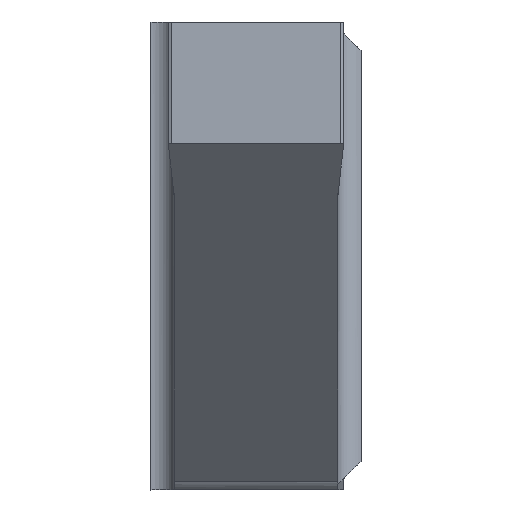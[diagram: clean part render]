
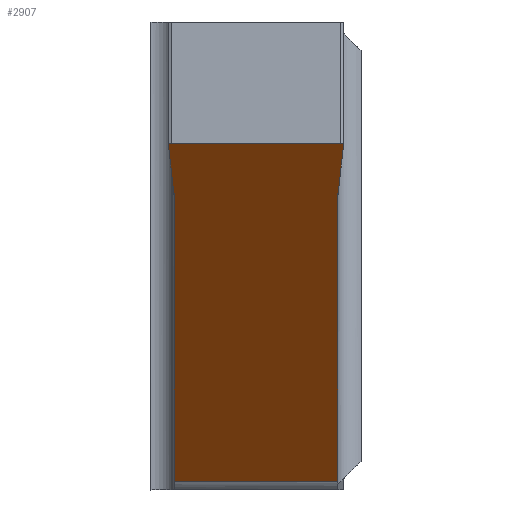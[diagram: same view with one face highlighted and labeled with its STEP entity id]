
A CAD part, front view. The second image highlights one B-rep face of the part: STEP entity #2907.
In plain terms, the highlighted planar face has unit normal (0, -0.427, -0.904).
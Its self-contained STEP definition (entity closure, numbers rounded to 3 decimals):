
#563=CARTESIAN_POINT('',(3.195,2.,-3.018));
#564=VERTEX_POINT('',#563);
#575=CARTESIAN_POINT('',(3.195,12.223,-7.85));
#576=DIRECTION('',(0.,-0.904,0.427));
#577=VECTOR('',#576,11.308);
#578=LINE('',#575,#577);
#579=CARTESIAN_POINT('',(3.195,12.223,-7.85));
#580=VERTEX_POINT('',#579);
#581=EDGE_CURVE('',#580,#564,#578,.T.);
#1074=CARTESIAN_POINT('',(0.405,12.223,-7.85));
#1075=VERTEX_POINT('',#1074);
#1086=CARTESIAN_POINT('',(0.405,2.,-3.018));
#1087=DIRECTION('',(0.,0.904,-0.427));
#1088=VECTOR('',#1087,11.308);
#1089=LINE('',#1086,#1088);
#1090=CARTESIAN_POINT('',(0.405,2.,-3.018));
#1091=VERTEX_POINT('',#1090);
#1092=EDGE_CURVE('',#1091,#1075,#1089,.T.);
#1189=CARTESIAN_POINT('',(0.303,0.053,-2.097));
#1190=DIRECTION('',(0.047,0.903,-0.427));
#1191=VECTOR('',#1190,2.156);
#1192=LINE('',#1189,#1191);
#1193=CARTESIAN_POINT('',(0.303,0.053,-2.097));
#1194=VERTEX_POINT('',#1193);
#1195=EDGE_CURVE('',#1194,#1091,#1192,.T.);
#1262=CARTESIAN_POINT('',(0.303,0.053,-2.097));
#1263=CARTESIAN_POINT('',(0.301,0.022,-2.083));
#1264=CARTESIAN_POINT('',(0.322,0.,-2.072));
#1265=CARTESIAN_POINT('',(0.353,0.,-2.072));
#1266=(BOUNDED_CURVE()B_SPLINE_CURVE(3,(#1262,#1263,#1264,#1265),.UNSPECIFIED.,.F.,.F.)B_SPLINE_CURVE_WITH_KNOTS((4,4),(0.,1.),.UNSPECIFIED.)CURVE()GEOMETRIC_REPRESENTATION_ITEM()RATIONAL_B_SPLINE_CURVE((1.,0.792,0.792,1.))REPRESENTATION_ITEM('')
);
#1267=CARTESIAN_POINT('',(0.353,0.,-2.072));
#1268=VERTEX_POINT('',#1267);
#1269=EDGE_CURVE('',#1194,#1268,#1266,.T.);
#1334=CARTESIAN_POINT('',(3.247,0.,-2.072));
#1335=DIRECTION('',(-1.,0.,0.));
#1336=VECTOR('',#1335,2.895);
#1337=LINE('',#1334,#1336);
#1338=CARTESIAN_POINT('',(3.247,0.,-2.072));
#1339=VERTEX_POINT('',#1338);
#1340=EDGE_CURVE('',#1339,#1268,#1337,.T.);
#1380=CARTESIAN_POINT('',(3.247,0.,-2.072));
#1381=CARTESIAN_POINT('',(3.278,0.,-2.072));
#1382=CARTESIAN_POINT('',(3.299,0.022,-2.083));
#1383=CARTESIAN_POINT('',(3.297,0.053,-2.097));
#1384=(BOUNDED_CURVE()B_SPLINE_CURVE(3,(#1380,#1381,#1382,#1383),.UNSPECIFIED.,.F.,.F.)B_SPLINE_CURVE_WITH_KNOTS((4,4),(0.,1.),.UNSPECIFIED.)CURVE()GEOMETRIC_REPRESENTATION_ITEM()RATIONAL_B_SPLINE_CURVE((1.,0.792,0.792,1.))REPRESENTATION_ITEM('')
);
#1385=CARTESIAN_POINT('',(3.297,0.053,-2.097));
#1386=VERTEX_POINT('',#1385);
#1387=EDGE_CURVE('',#1339,#1386,#1384,.T.);
#2789=CARTESIAN_POINT('',(0.405,12.223,-7.85));
#2790=DIRECTION('',(1.,0.,0.));
#2791=VECTOR('',#2790,2.79);
#2792=LINE('',#2789,#2791);
#2793=EDGE_CURVE('',#1075,#580,#2792,.T.);
#2823=CARTESIAN_POINT('',(1.249,5.638,-4.737));
#2824=DIRECTION('',(0.,0.427,0.904));
#2825=DIRECTION('',(0.,-0.386,0.183));
#2826=AXIS2_PLACEMENT_3D('',#2823,#2824,#2825);
#2827=PLANE('',#2826);
#2828=ORIENTED_EDGE('Edge 421',*,*,#2793,.T.);
#2837=ORIENTED_EDGE('Edge 1273',*,*,#1092,.T.);
#2846=ORIENTED_EDGE('Edge 431',*,*,#1195,.T.);
#2855=ORIENTED_EDGE('Edge 436',*,*,#1269,.F.);
#2864=ORIENTED_EDGE('Edge 441',*,*,#1340,.T.);
#2873=ORIENTED_EDGE('Edge 446',*,*,#1387,.F.);
#2882=CARTESIAN_POINT('',(3.195,2.,-3.018));
#2883=DIRECTION('',(0.047,-0.903,0.427));
#2884=VECTOR('',#2883,2.156);
#2885=LINE('',#2882,#2884);
#2886=EDGE_CURVE('',#564,#1386,#2885,.T.);
#2887=ORIENTED_EDGE('Edge 451',*,*,#2886,.T.);
#2896=ORIENTED_EDGE('Edge 1462',*,*,#581,.T.);
#2905=EDGE_LOOP('',(#2896,#2887,#2873,#2864,#2855,#2846,#2837,#2828));
#2906=FACE_OUTER_BOUND('Loop 457',#2905,.T.);
#2907=ADVANCED_FACE('Face 458',(#2906),#2827,.F.);
